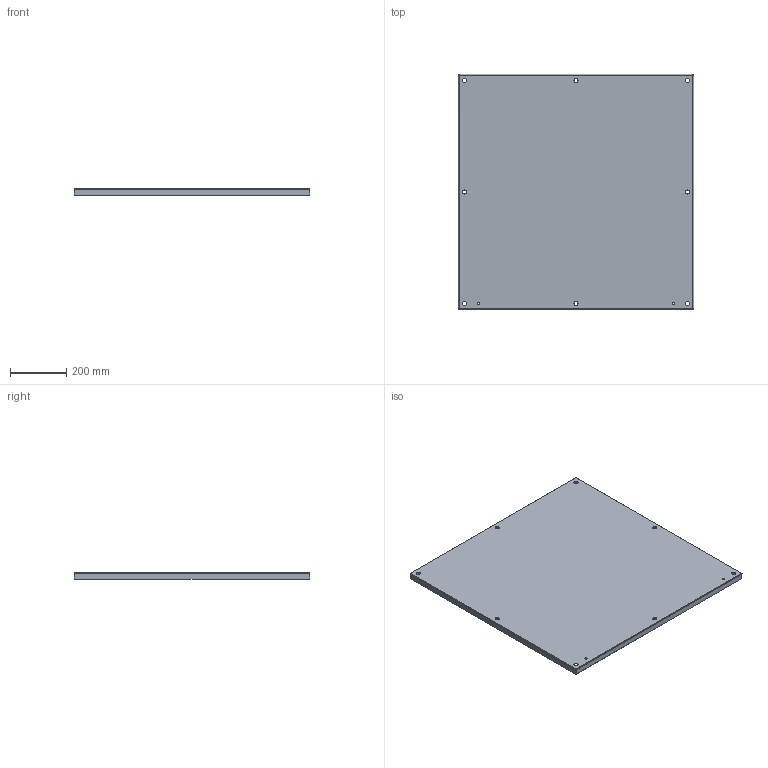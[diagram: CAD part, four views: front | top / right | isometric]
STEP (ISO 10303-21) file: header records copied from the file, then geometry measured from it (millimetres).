
FILE_DESCRIPTION((''),'2;1');
FILE_NAME('NP3636SS.ipt.stp','2012-02-26T19:57:27',(''),(''),'Autodesk Inventor 2012','Autodesk Inventor 2012','');
FILE_SCHEMA(('AUTOMOTIVE_DESIGN { 1 0 10303 214 1 1 1 1 }'));
Length unit declared in the file: inch
Products named in the file (1): NP3636SS
Bounding box: 838.2 x 838.2 x 22.23 mm (x, y, z)
Volume: 1819339.1 mm3; surface area: 1538204.7 mm2
Topology: 1 solids, 1 shells, 48 faces, 106 edges, 60 vertices
Faces by surface type: plane 22, cylinder 18, bspline 8
Full cylindrical faces by diameter (mm): 7.925 x2, 14.3 x8
Entity records: 1539 total; most frequent: CARTESIAN_POINT 453, ORIENTED_EDGE 192, DIRECTION 182, EDGE_CURVE 96, EDGE_LOOP 78, AXIS2_PLACEMENT_3D 61, VERTEX_POINT 60, VECTOR 60
